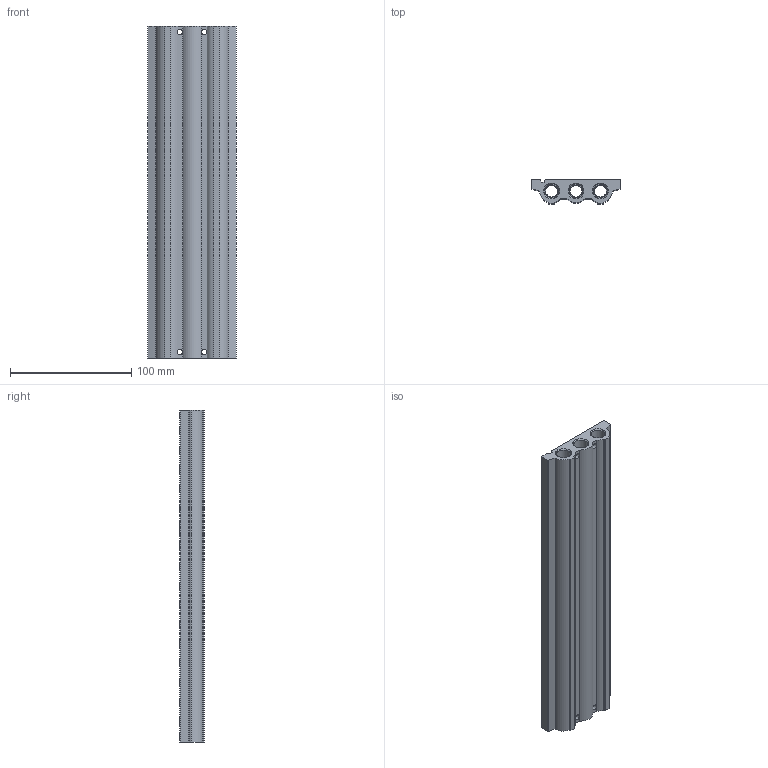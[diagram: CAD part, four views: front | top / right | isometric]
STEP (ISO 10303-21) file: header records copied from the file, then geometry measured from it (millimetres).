
FILE_DESCRIPTION(/* description */ ('STEP AP214'),/* implementation_level */ '2;1');
FILE_NAME(/* name */ '566629_VABM-L1-14S-G14-16',/* time_stamp */ '2024-09-16T01:37:32+02:00',/* author */ ('License CC BY-ND 4.0'),/* organization */ ('CADENAS'),/* preprocessor_version */ 'ST-DEVELOPER v19.3',/* originating_system */ 'PARTsolutions',/* authorisation */ ' ');
FILE_SCHEMA (('AUTOMOTIVE_DESIGN {1 0 10303 214 3 1 1}'));
Length unit declared in the file: millimetre
Products named in the file (2): 566629 VABM-L1-14S-G14-16; 566629 VABM-L1-14S-G14-16---(L1-P)
Assembly tree (1 placements, depth 2):
  566629 VABM-L1-14S-G14-16
    566629 VABM-L1-14S-G14-16---(L1-P)
Bounding box: 72.9 x 20 x 274 mm (x, y, z)
Volume: 234743.6 mm3; surface area: 84781.5 mm2
Topology: 1 solids, 1 shells, 327 faces, 1030 edges, 675 vertices
Faces by surface type: cylinder 142, cone 102, plane 83
Full cylindrical faces by diameter (mm): 2.013 x32, 4.5 x4, 6 x48, 10 x3, 11.445 x6, 13.157 x6
Entity records: 9883 total; most frequent: CARTESIAN_POINT 2419, DIRECTION 1502, ORIENTED_EDGE 1236, FACE_BOUND 688, AXIS2_PLACEMENT_3D 635, EDGE_LOOP 624, EDGE_CURVE 618, VERTEX_POINT 544
